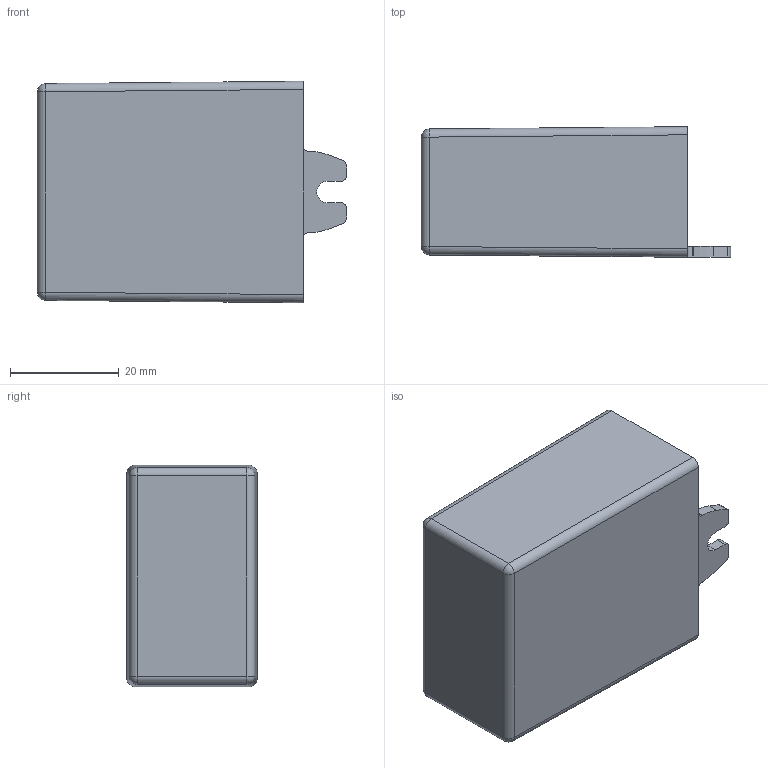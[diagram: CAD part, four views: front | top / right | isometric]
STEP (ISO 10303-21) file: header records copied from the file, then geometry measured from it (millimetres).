
FILE_DESCRIPTION (( 'STEP AP203' ), '1' );
FILE_NAME ('HS08N Case.STEP', '2013-10-09T08:05:55', ( 'Admin' ), ( '' ), 'SwSTEP 2.0', 'SolidWorks 2013', '' );
FILE_SCHEMA (( 'CONFIG_CONTROL_DESIGN' ));
Length unit declared in the file: millimetre
Products named in the file (1): HS08N Case
Bounding box: 57 x 24 x 40.8 mm (x, y, z)
Volume: 46661 mm3; surface area: 8179.6 mm2
Topology: 1 solids, 1 shells, 37 faces, 91 edges, 56 vertices
Faces by surface type: cylinder 17, plane 16, sphere 4
Entity records: 1160 total; most frequent: CARTESIAN_POINT 197, DIRECTION 193, ORIENTED_EDGE 182, EDGE_CURVE 91, AXIS2_PLACEMENT_3D 68, LINE 57, VECTOR 57, VERTEX_POINT 56
